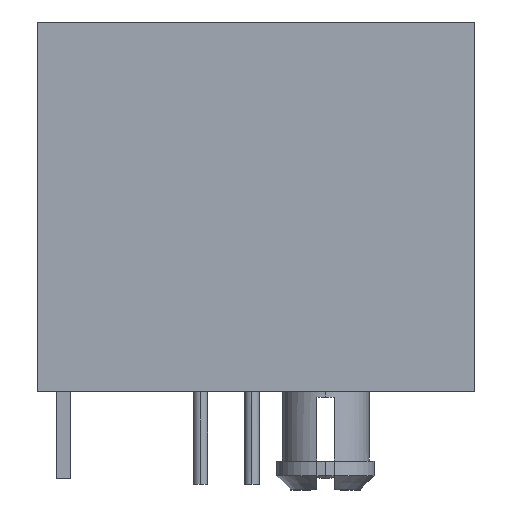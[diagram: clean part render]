
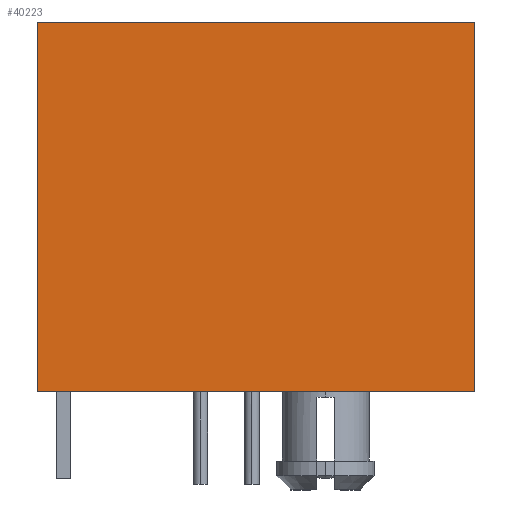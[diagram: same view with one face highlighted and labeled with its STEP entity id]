
A CAD part, left-side view. The second image highlights one B-rep face of the part: STEP entity #40223.
In plain terms, the highlighted planar face has unit normal (-1, 0, 0).
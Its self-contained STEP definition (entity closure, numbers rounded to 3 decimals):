
#1655 = LINE ( 'NONE', #27219, #17854 ) ;
#1786 = LINE ( 'NONE', #32762, #30174 ) ;
#3391 = DIRECTION ( 'NONE',  ( 0., 1., 0. ) ) ;
#4152 = ORIENTED_EDGE ( 'NONE', *, *, #42646, .F. ) ;
#4925 = FACE_OUTER_BOUND ( 'NONE', #16437, .T. ) ;
#5666 = AXIS2_PLACEMENT_3D ( 'NONE', #32692, #12440, #3391 ) ;
#7375 = CARTESIAN_POINT ( 'NONE',  ( -31.705, 4.115, 0. ) ) ;
#7427 = EDGE_CURVE ( 'NONE', #32621, #25502, #11658, .T. ) ;
#7527 = VECTOR ( 'NONE', #8425, 1000. ) ;
#8425 = DIRECTION ( 'NONE',  ( 0., 0., 1. ) ) ;
#8853 = EDGE_CURVE ( 'NONE', #11085, #20201, #20638, .T. ) ;
#9488 = DIRECTION ( 'NONE',  ( 0., 1., 0. ) ) ;
#10341 = CARTESIAN_POINT ( 'NONE',  ( -31.705, 4.115, 12.75 ) ) ;
#11085 = VERTEX_POINT ( 'NONE', #27557 ) ;
#11658 = LINE ( 'NONE', #24887, #7527 ) ;
#12250 = ORIENTED_EDGE ( 'NONE', *, *, #33789, .F. ) ;
#12440 = DIRECTION ( 'NONE',  ( 1., 0., 0. ) ) ;
#14625 = DIRECTION ( 'NONE',  ( 0., -1., 0. ) ) ;
#16437 = EDGE_LOOP ( 'NONE', ( #21402, #12250, #25105, #4152 ) ) ;
#17396 = CARTESIAN_POINT ( 'NONE',  ( -31.705, -10.985, 12.75 ) ) ;
#17854 = VECTOR ( 'NONE', #14625, 1000. ) ;
#18112 = PLANE ( 'NONE',  #5666 ) ;
#20201 = VERTEX_POINT ( 'NONE', #24610 ) ;
#20638 = LINE ( 'NONE', #17396, #27738 ) ;
#21402 = ORIENTED_EDGE ( 'NONE', *, *, #8853, .T. ) ;
#24610 = CARTESIAN_POINT ( 'NONE',  ( -31.705, -10.985, 12.75 ) ) ;
#24887 = CARTESIAN_POINT ( 'NONE',  ( -31.705, 4.115, 12.75 ) ) ;
#25105 = ORIENTED_EDGE ( 'NONE', *, *, #7427, .F. ) ;
#25502 = VERTEX_POINT ( 'NONE', #10341 ) ;
#27219 = CARTESIAN_POINT ( 'NONE',  ( -31.705, -3.435, 12.75 ) ) ;
#27557 = CARTESIAN_POINT ( 'NONE',  ( -31.705, -10.985, 0. ) ) ;
#27738 = VECTOR ( 'NONE', #41769, 1000. ) ;
#30174 = VECTOR ( 'NONE', #9488, 1000. ) ;
#32621 = VERTEX_POINT ( 'NONE', #7375 ) ;
#32692 = CARTESIAN_POINT ( 'NONE',  ( -31.705, 4.115, 12.75 ) ) ;
#32762 = CARTESIAN_POINT ( 'NONE',  ( -31.705, 4.115, 0. ) ) ;
#33789 = EDGE_CURVE ( 'NONE', #25502, #20201, #1655, .T. ) ;
#40223 = ADVANCED_FACE ( 'NONE', ( #4925 ), #18112, .F. ) ;
#41769 = DIRECTION ( 'NONE',  ( 0., 0., 1. ) ) ;
#42646 = EDGE_CURVE ( 'NONE', #11085, #32621, #1786, .T. ) ;
